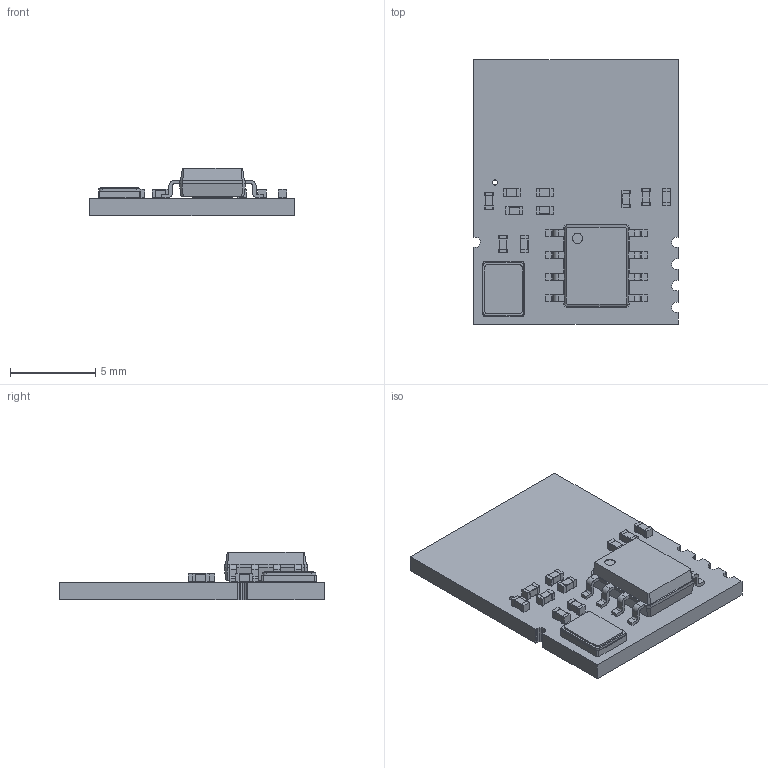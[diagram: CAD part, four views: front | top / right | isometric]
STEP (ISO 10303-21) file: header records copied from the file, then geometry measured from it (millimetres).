
FILE_DESCRIPTION(('KiCad electronic assembly'),'2;1');
FILE_NAME('bm7161.step','2024-02-10T13:00:01',('Pcbnew'),('Kicad'), 'Open CASCADE STEP processor 7.7','KiCad to STEP converter','Unknown' );
FILE_SCHEMA(('AUTOMOTIVE_DESIGN { 1 0 10303 214 1 1 1 1 }'));
Length unit declared in the file: millimetre
Products named in the file (10): bm7161 1; C_0402_1005Metric; SOLID; SOIC-8-1EP_3.9x4.9mm_P1.27mm_EP2.35x2.35mm; L_0402_1005Metric; Crystal_SMD_Abracon_ABM8G-4Pin_3.2x2.5mm; bm7161 PCB
Assembly tree (17 placements, depth 3):
  bm7161 1
    C_0402_1005Metric  x9
      SOLID
    SOIC-8-1EP_3.9x4.9mm_P1.27mm_EP2.35x2.35mm
      SOLID
    L_0402_1005Metric
      SOLID
    Crystal_SMD_Abracon_ABM8G-4Pin_3.2x2.5mm
      SOLID
    bm7161 PCB
Bounding box: 12 x 15.51 x 2.8 mm (x, y, z)
Volume: 222.6 mm3; surface area: 558.9 mm2
Topology: 13 solids, 13 shells, 543 faces, 1423 edges, 930 vertices
Faces by surface type: plane 339, cylinder 172, bspline 32
Full cylindrical faces by diameter (mm): 0.2 x6, 0.305 x1, 0.6 x1
Entity records: 22963 total; most frequent: CARTESIAN_POINT 4380, DIRECTION 3002, LINE 2011, VECTOR 2011, ORIENTED_EDGE 1694, PCURVE 1694, DEFINITIONAL_REPRESENTATION 1694, EDGE_CURVE 847
